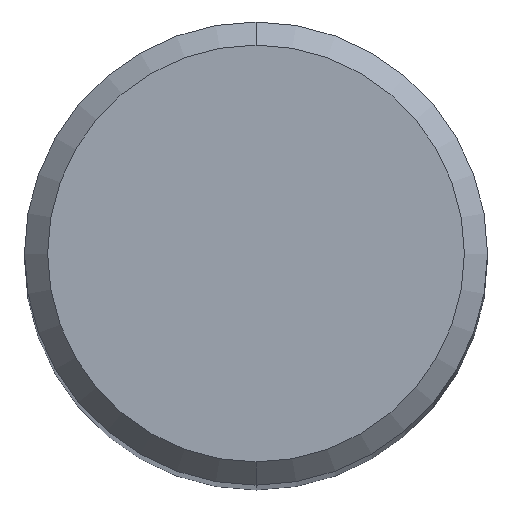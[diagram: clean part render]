
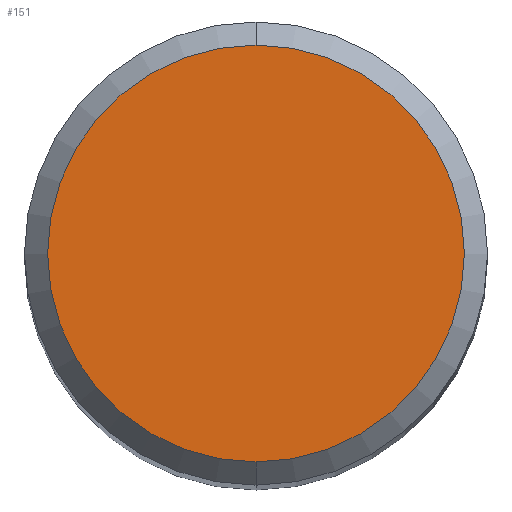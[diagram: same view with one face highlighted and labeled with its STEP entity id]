
A CAD part, top view. The second image highlights one B-rep face of the part: STEP entity #151.
In plain terms, the highlighted planar face has unit normal (0, 0, 1).
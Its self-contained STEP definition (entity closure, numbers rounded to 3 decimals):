
#111=EDGE_CURVE('',#207,#139,#263,.T.);
#139=VERTEX_POINT('',#295);
#151=ADVANCED_FACE('',(#308),#309,.T.);
#175=EDGE_CURVE('',#139,#207,#338,.T.);
#207=VERTEX_POINT('',#375);
#263=CIRCLE('',#431,3.6);
#295=CARTESIAN_POINT('',(0.0,3.6,0.));
#308=FACE_OUTER_BOUND('',#489,.T.);
#309=PLANE('',#490);
#338=CIRCLE('',#525,3.6);
#375=CARTESIAN_POINT('',(0.,-3.6,0.));
#431=AXIS2_PLACEMENT_3D('',#620,#621,#622);
#489=EDGE_LOOP('',(#681,#682));
#490=AXIS2_PLACEMENT_3D('',#683,#684,#685);
#525=AXIS2_PLACEMENT_3D('',#729,#730,#731);
#620=CARTESIAN_POINT('',(0.0,0.0,0.));
#621=DIRECTION('',(0.0,0.0,-1.0));
#622=DIRECTION('',(0.0,1.0,0.0));
#681=ORIENTED_EDGE('',*,*,#175,.F.);
#682=ORIENTED_EDGE('',*,*,#111,.F.);
#683=CARTESIAN_POINT('',(0.0,1.8,0.));
#684=DIRECTION('',(-0.0,0.0,1.0));
#685=DIRECTION('',(0.0,-1.0,0.0));
#729=CARTESIAN_POINT('',(0.0,0.0,0.));
#730=DIRECTION('',(0.0,0.0,-1.0));
#731=DIRECTION('',(0.0,1.0,0.0));
